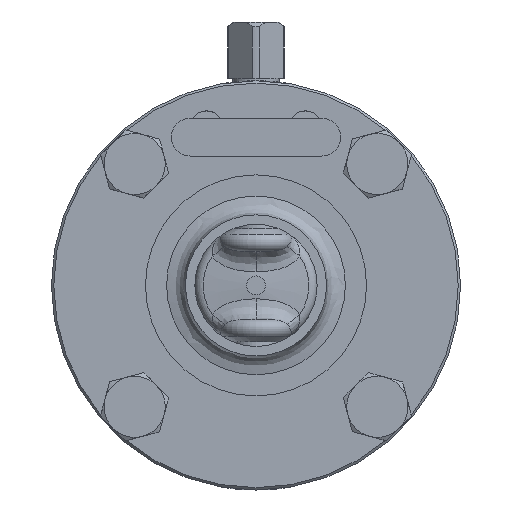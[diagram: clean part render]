
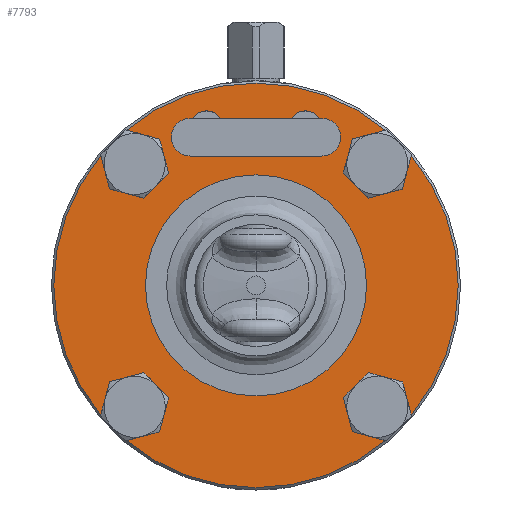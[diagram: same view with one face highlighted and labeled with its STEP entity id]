
A CAD part, left-side view. The second image highlights one B-rep face of the part: STEP entity #7793.
In plain terms, the highlighted planar face has unit normal (-1, 0, 0).
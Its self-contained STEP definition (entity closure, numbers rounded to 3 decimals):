
#367=CARTESIAN_POINT('',(-10.,10.5,29.9));
#368=VERTEX_POINT('',#367);
#369=CARTESIAN_POINT('',(-10.,10.5,33.5));
#370=DIRECTION('',(1.0,0.0,0.0));
#371=DIRECTION('',(0.0,0.0,-1.0));
#372=AXIS2_PLACEMENT_3D('',#369,#370,#371);
#373=CIRCLE('',#372,3.6);
#374=EDGE_CURVE('',#368,#368,#373,.T.);
#404=CARTESIAN_POINT('',(-10.,-10.5,29.9));
#405=VERTEX_POINT('',#404);
#406=CARTESIAN_POINT('',(-10.,-10.5,33.5));
#407=DIRECTION('',(1.0,0.0,0.0));
#408=DIRECTION('',(0.0,0.0,-1.0));
#409=AXIS2_PLACEMENT_3D('',#406,#407,#408);
#410=CIRCLE('',#409,3.6);
#411=EDGE_CURVE('',#405,#405,#410,.T.);
#5079=CARTESIAN_POINT('',(-10.,-27.297,31.312));
#5080=VERTEX_POINT('',#5079);
#5081=CARTESIAN_POINT('',(-10.,-25.809,25.809));
#5082=DIRECTION('',(1.0,0.0,0.0));
#5083=DIRECTION('',(0.0,-0.261,0.965));
#5084=AXIS2_PLACEMENT_3D('',#5081,#5082,#5083);
#5085=CIRCLE('',#5084,5.7);
#5086=EDGE_CURVE('',#5080,#5080,#5085,.T.);
#5957=CARTESIAN_POINT('',(-10.,-31.312,-27.297));
#5958=VERTEX_POINT('',#5957);
#5959=CARTESIAN_POINT('',(-10.,-25.809,-25.809));
#5960=DIRECTION('',(1.0,0.0,0.0));
#5961=DIRECTION('',(0.0,-0.965,-0.261));
#5962=AXIS2_PLACEMENT_3D('',#5959,#5960,#5961);
#5963=CIRCLE('',#5962,5.7);
#5964=EDGE_CURVE('',#5958,#5958,#5963,.T.);
#6835=CARTESIAN_POINT('',(-10.,27.297,-31.312));
#6836=VERTEX_POINT('',#6835);
#6837=CARTESIAN_POINT('',(-10.,25.809,-25.809));
#6838=DIRECTION('',(1.0,0.0,0.0));
#6839=DIRECTION('',(0.0,0.261,-0.965));
#6840=AXIS2_PLACEMENT_3D('',#6837,#6838,#6839);
#6841=CIRCLE('',#6840,5.7);
#6842=EDGE_CURVE('',#6836,#6836,#6841,.T.);
#7713=CARTESIAN_POINT('',(-10.,31.312,27.297));
#7714=VERTEX_POINT('',#7713);
#7715=CARTESIAN_POINT('',(-10.,25.809,25.809));
#7716=DIRECTION('',(1.0,0.0,0.0));
#7717=DIRECTION('',(0.0,0.965,0.261));
#7718=AXIS2_PLACEMENT_3D('',#7715,#7716,#7717);
#7719=CIRCLE('',#7718,5.7);
#7720=EDGE_CURVE('',#7714,#7714,#7719,.T.);
#7744=CARTESIAN_POINT('',(-10.,-43.,0.));
#7745=VERTEX_POINT('',#7744);
#7746=CARTESIAN_POINT('',(-10.,0.,0.));
#7747=DIRECTION('',(1.0,0.0,0.0));
#7748=DIRECTION('',(0.0,1.0,0.0));
#7749=AXIS2_PLACEMENT_3D('',#7746,#7747,#7748);
#7750=CIRCLE('',#7749,43.);
#7751=EDGE_CURVE('',#7745,#7745,#7750,.T.);
#7756=CARTESIAN_POINT('',(-10.,-33.5,0.));
#7757=DIRECTION('',(-1.0,0.0,0.0));
#7758=DIRECTION('',(0.0,0.0,-1.0));
#7759=AXIS2_PLACEMENT_3D('',#7756,#7757,#7758);
#7760=PLANE('',#7759);
#7761=ORIENTED_EDGE('',*,*,#7751,.F.);
#7762=EDGE_LOOP('',(#7761));
#7763=FACE_OUTER_BOUND('',#7762,.T.);
#7764=ORIENTED_EDGE('',*,*,#5086,.T.);
#7765=EDGE_LOOP('',(#7764));
#7766=FACE_BOUND('',#7765,.T.);
#7767=ORIENTED_EDGE('',*,*,#5964,.T.);
#7768=EDGE_LOOP('',(#7767));
#7769=FACE_BOUND('',#7768,.T.);
#7770=ORIENTED_EDGE('',*,*,#6842,.T.);
#7771=EDGE_LOOP('',(#7770));
#7772=FACE_BOUND('',#7771,.T.);
#7773=ORIENTED_EDGE('',*,*,#7720,.T.);
#7774=EDGE_LOOP('',(#7773));
#7775=FACE_BOUND('',#7774,.T.);
#7776=CARTESIAN_POINT('',(-10.,-23.5,0.));
#7777=VERTEX_POINT('',#7776);
#7778=CARTESIAN_POINT('',(-10.,0.,0.));
#7779=DIRECTION('',(-1.0,0.0,0.0));
#7780=DIRECTION('',(0.0,-1.0,0.0));
#7781=AXIS2_PLACEMENT_3D('',#7778,#7779,#7780);
#7782=CIRCLE('',#7781,23.5);
#7783=EDGE_CURVE('',#7777,#7777,#7782,.T.);
#7784=ORIENTED_EDGE('',*,*,#7783,.F.);
#7785=EDGE_LOOP('',(#7784));
#7786=FACE_BOUND('',#7785,.T.);
#7787=ORIENTED_EDGE('',*,*,#411,.T.);
#7788=EDGE_LOOP('',(#7787));
#7789=FACE_BOUND('',#7788,.T.);
#7790=ORIENTED_EDGE('',*,*,#374,.T.);
#7791=EDGE_LOOP('',(#7790));
#7792=FACE_BOUND('',#7791,.T.);
#7793=ADVANCED_FACE('',(#7763,#7766,#7769,#7772,#7775,#7786,#7789,#7792),#7760,.T.);
